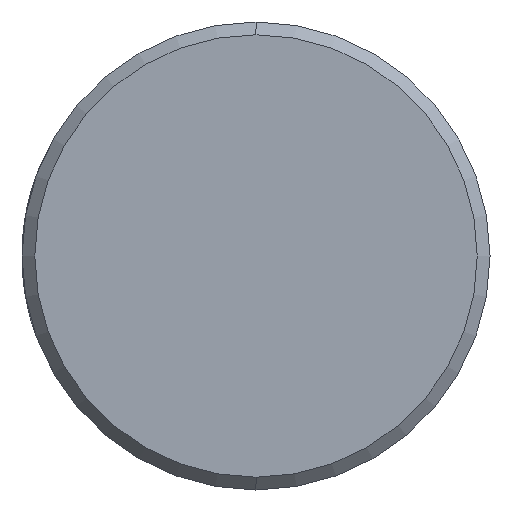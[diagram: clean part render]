
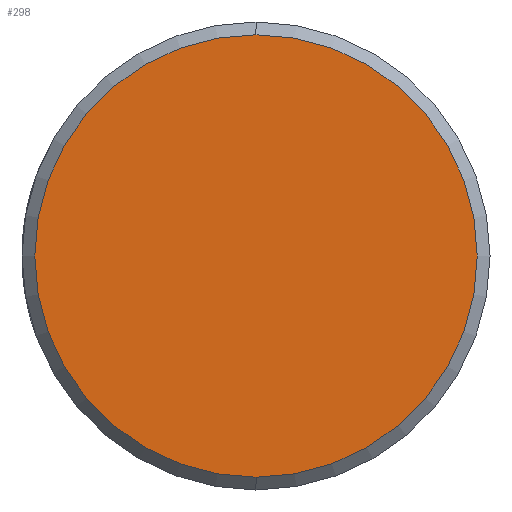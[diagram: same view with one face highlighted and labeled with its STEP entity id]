
A CAD part, left-side view. The second image highlights one B-rep face of the part: STEP entity #298.
In plain terms, the highlighted planar face has unit normal (-1, 0, 0).
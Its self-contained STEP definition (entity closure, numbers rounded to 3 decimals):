
#49 = CIRCLE ( 'NONE', #167, 5.2 ) ;
#99 = DIRECTION ( 'NONE',  ( -1., 0., 0. ) ) ;
#167 = AXIS2_PLACEMENT_3D ( 'NONE', #1087, #476, #1183 ) ;
#258 = AXIS2_PLACEMENT_3D ( 'NONE', #859, #99, #1321 ) ;
#267 = CARTESIAN_POINT ( 'NONE',  ( -5., 0., 5.2 ) ) ;
#282 = PLANE ( 'NONE',  #258 ) ;
#298 = ADVANCED_FACE ( 'NONE', ( #1027 ), #282, .T. ) ;
#331 = ORIENTED_EDGE ( 'NONE', *, *, #686, .T. ) ;
#476 = DIRECTION ( 'NONE',  ( -1., 0., 0. ) ) ;
#566 = EDGE_LOOP ( 'NONE', ( #745, #331 ) ) ;
#576 = DIRECTION ( 'NONE',  ( -1., 0., 0. ) ) ;
#606 = CIRCLE ( 'NONE', #1329, 5.2 ) ;
#686 = EDGE_CURVE ( 'NONE', #1243, #693, #606, .T. ) ;
#691 = EDGE_CURVE ( 'NONE', #693, #1243, #49, .T. ) ;
#693 = VERTEX_POINT ( 'NONE', #989 ) ;
#745 = ORIENTED_EDGE ( 'NONE', *, *, #691, .T. ) ;
#859 = CARTESIAN_POINT ( 'NONE',  ( -5., 0., 0. ) ) ;
#989 = CARTESIAN_POINT ( 'NONE',  ( -5., 0., -5.2 ) ) ;
#1027 = FACE_OUTER_BOUND ( 'NONE', #566, .T. ) ;
#1087 = CARTESIAN_POINT ( 'NONE',  ( -5., 0., 0. ) ) ;
#1176 = CARTESIAN_POINT ( 'NONE',  ( -5., 0., 0. ) ) ;
#1183 = DIRECTION ( 'NONE',  ( 0., 0., 1. ) ) ;
#1243 = VERTEX_POINT ( 'NONE', #267 ) ;
#1268 = DIRECTION ( 'NONE',  ( 0., 0., 1. ) ) ;
#1321 = DIRECTION ( 'NONE',  ( 0., 0., 1. ) ) ;
#1329 = AXIS2_PLACEMENT_3D ( 'NONE', #1176, #576, #1268 ) ;
